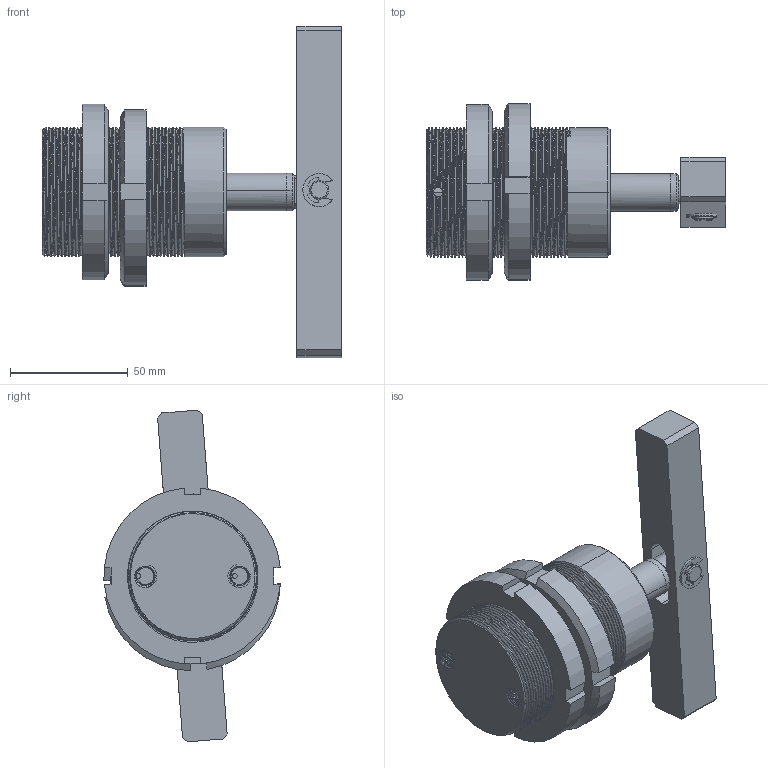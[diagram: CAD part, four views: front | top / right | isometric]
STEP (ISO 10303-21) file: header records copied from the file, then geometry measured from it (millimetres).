
FILE_DESCRIPTION (( 'STEP AP214' ), '1' );
FILE_NAME ('ASC-TB40D.STEP', '2019-05-24T12:49:31', ( '' ), ( '' ), 'SwSTEP 2.0', 'SolidWorks 2016', '' );
FILE_SCHEMA (( 'AUTOMOTIVE_DESIGN' ));
Length unit declared in the file: millimetre
Products named in the file (8): ASC-TB40D; XDIAO_5; KKDC_5; TB40D活塞杆; 揤旋_3; CAS-TB40LM; CAS-FA40QG_2; CAS-TB40BT
Assembly tree (9 placements, depth 2):
  ASC-TB40D
    CAS-TB40BT
    CAS-FA40QG_2
    CAS-TB40LM  x2
    揤旋_3
    TB40D活塞杆
    KKDC_5  x2
    XDIAO_5
Bounding box: 127 x 75 x 140.74 mm (x, y, z)
Volume: 242733.3 mm3; surface area: 92283.7 mm2
Topology: 9 solids, 9 shells, 479 faces, 1685 edges, 1227 vertices
Faces by surface type: cylinder 285, plane 84, bspline 82, cone 26, torus 2
Entity records: 73144 total; most frequent: CARTESIAN_POINT 61912, ORIENTED_EDGE 2974, EDGE_CURVE 1487, DIRECTION 1302, VERTEX_POINT 1091, B_SPLINE_CURVE_WITH_KNOTS 1009, AXIS2_PLACEMENT_3D 471, EDGE_LOOP 448
